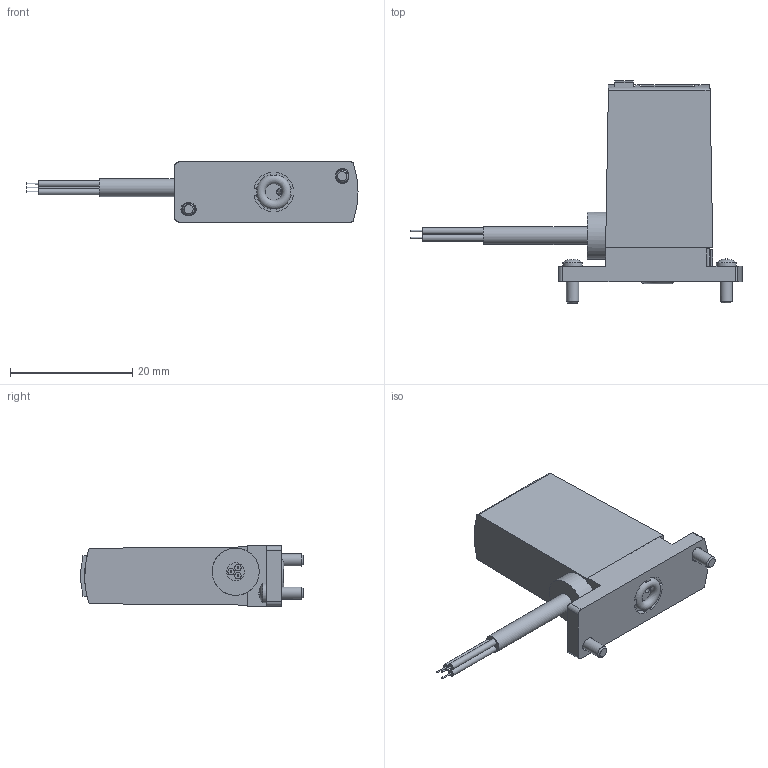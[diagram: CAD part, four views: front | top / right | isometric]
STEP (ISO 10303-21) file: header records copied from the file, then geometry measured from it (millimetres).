
FILE_DESCRIPTION(/* description */ ('STEP AP214'),/* implementation_level */ '2;1');
FILE_NAME(/* name */ '8001449_SPAE-P10R-F-PNLK-2_5K',/* time_stamp */ '2024-09-15T10:37:38+02:00',/* author */ ('License CC BY-ND 4.0'),/* organization */ ('CADENAS'),/* preprocessor_version */ 'ST-DEVELOPER v19.3',/* originating_system */ 'PARTsolutions',/* authorisation */ ' ');
FILE_SCHEMA (('AUTOMOTIVE_DESIGN {1 0 10303 214 3 1 1}'));
Length unit declared in the file: millimetre
Products named in the file (3): 8001449 SPAE-P10R-F-PNLK-2.5K; 8001449 SPAE-P10R-F-PNLK-2.5K_O; 1271072 SPTE-F
Assembly tree (2 placements, depth 2):
  8001449 SPAE-P10R-F-PNLK-2.5K
    8001449 SPAE-P10R-F-PNLK-2.5K_O
    1271072 SPTE-F
Bounding box: 54.22 x 36.26 x 9.8 mm (x, y, z)
Volume: 5537 mm3; surface area: 3630 mm2
Topology: 2 solids, 2 shells, 216 faces, 571 edges, 375 vertices
Faces by surface type: plane 144, cylinder 66, cone 3, torus 3
Full cylindrical faces by diameter (mm): 0.25 x3, 0.7 x1, 1 x1, 1.05 x3, 2 x2, 2.9 x1, 3 x1, 3.2 x2, 3.5 x1, 5.4 x1, 7.7 x1
Entity records: 8076 total; most frequent: CARTESIAN_POINT 1229, DIRECTION 1095, ORIENTED_EDGE 1062, EDGE_CURVE 531, AXIS2_PLACEMENT_3D 377, VERTEX_POINT 359, LINE 341, VECTOR 341
